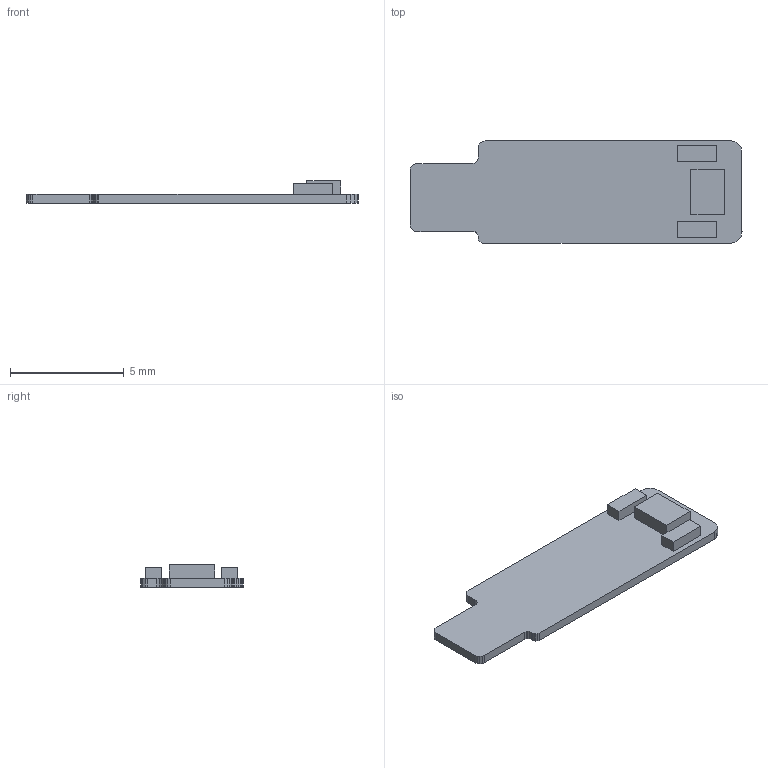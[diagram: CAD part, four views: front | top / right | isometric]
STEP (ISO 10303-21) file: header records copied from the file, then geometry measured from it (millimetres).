
FILE_DESCRIPTION(('Open CASCADE Model'),'2;1');
FILE_NAME('Open CASCADE Shape Model','2016-04-06T14:56:44',('Author'),( 'Open CASCADE'),'Open CASCADE STEP processor 6.2','Open CASCADE 6.2' ,'Unknown');
FILE_SCHEMA(('AUTOMOTIVE_DESIGN { 1 0 10303 214 1 1 1 1 }'));
Length unit declared in the file: millimetre
Products named in the file (9): PCB; Board; U1; 254672480; Extruded; C2; 455441136; C1
Assembly tree (9 placements, depth 4):
  PCB
    Board
    U1
      254672480
        Extruded
    C2
      455441136
        Extruded
    C1
      455441136
        Extruded
Bounding box: 14.62 x 4.52 x 0.99 mm (x, y, z)
Volume: 26.9 mm3; surface area: 156.8 mm2
Topology: 4 solids, 4 shells, 76 faces, 204 edges, 136 vertices
Faces by surface type: plane 76
Entity records: 4862 total; most frequent: CARTESIAN_POINT 784, DIRECTION 736, LINE 576, VECTOR 576, ORIENTED_EDGE 384, PCURVE 384, DEFINITIONAL_REPRESENTATION 384, EDGE_CURVE 192
